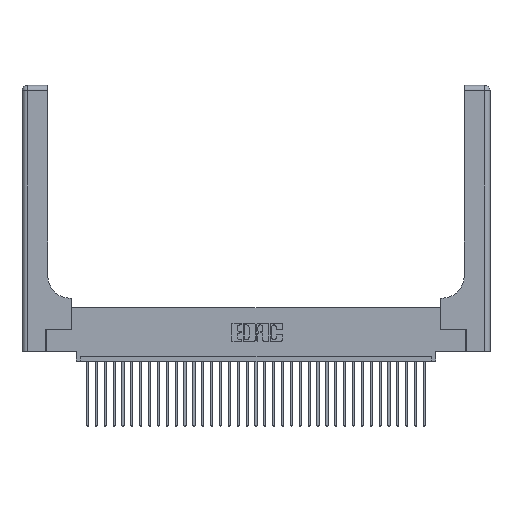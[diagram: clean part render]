
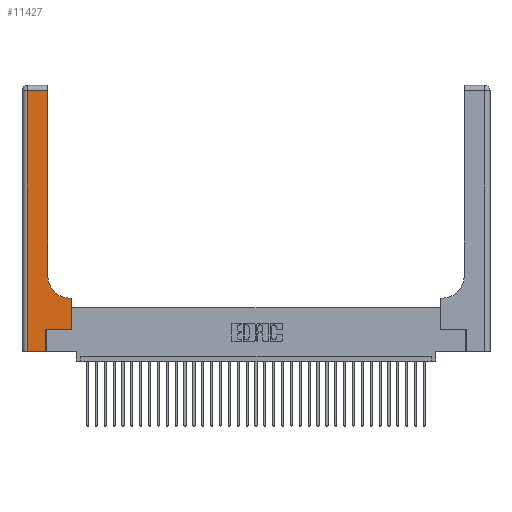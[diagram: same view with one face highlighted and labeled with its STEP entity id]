
A CAD part, top view. The second image highlights one B-rep face of the part: STEP entity #11427.
In plain terms, the highlighted planar face has unit normal (0, 0, 1).
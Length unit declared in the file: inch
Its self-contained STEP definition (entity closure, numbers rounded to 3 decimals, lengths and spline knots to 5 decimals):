
#27 = DIRECTION ( 'NONE',  ( 0., 1., 0. ) ) ;
#120 = CARTESIAN_POINT ( 'NONE',  ( 0.2915, 3., 0.37 ) ) ;
#168 = DIRECTION ( 'NONE',  ( 1., 0., 0. ) ) ;
#531 = VERTEX_POINT ( 'NONE', #19737 ) ;
#2170 = EDGE_CURVE ( 'NONE', #23794, #5831, #8601, .T. ) ;
#2380 = DIRECTION ( 'NONE',  ( 1., 0., 0. ) ) ;
#2709 = CIRCLE ( 'NONE', #8709, 0.25 ) ;
#2948 = LINE ( 'NONE', #26568, #22480 ) ;
#3272 = ORIENTED_EDGE ( 'NONE', *, *, #10897, .T. ) ;
#3420 = ORIENTED_EDGE ( 'NONE', *, *, #22603, .T. ) ;
#3548 = VECTOR ( 'NONE', #22487, 39.37008 ) ;
#4604 = CARTESIAN_POINT ( 'NONE',  ( 0., 2.94, 0.37 ) ) ;
#5266 = LINE ( 'NONE', #11543, #3548 ) ;
#5831 = VERTEX_POINT ( 'NONE', #12719 ) ;
#6566 = ORIENTED_EDGE ( 'NONE', *, *, #25508, .T. ) ;
#6619 = VERTEX_POINT ( 'NONE', #32601 ) ;
#6682 = EDGE_LOOP ( 'NONE', ( #34724, #26471, #8710, #3272, #3420, #18639, #18374, #25705, #6566 ) ) ;
#6744 = EDGE_CURVE ( 'NONE', #5831, #21058, #32558, .T. ) ;
#7526 = LINE ( 'NONE', #120, #8753 ) ;
#7656 = CARTESIAN_POINT ( 'NONE',  ( 0., 3., 0.37 ) ) ;
#7761 = DIRECTION ( 'NONE',  ( 0., 0., -1. ) ) ;
#7767 = CARTESIAN_POINT ( 'NONE',  ( 0.06, 3., 0.37 ) ) ;
#8601 = LINE ( 'NONE', #28956, #14581 ) ;
#8709 = AXIS2_PLACEMENT_3D ( 'NONE', #11496, #27645, #168 ) ;
#8710 = ORIENTED_EDGE ( 'NONE', *, *, #15457, .T. ) ;
#8753 = VECTOR ( 'NONE', #27, 39.37008 ) ;
#10711 = DIRECTION ( 'NONE',  ( 0., -1., 0. ) ) ;
#10897 = EDGE_CURVE ( 'NONE', #16386, #531, #2948, .T. ) ;
#10920 = VECTOR ( 'NONE', #32946, 39.37008 ) ;
#11427 = ADVANCED_FACE ( 'NONE', ( #22447 ), #31848, .F. ) ;
#11496 = CARTESIAN_POINT ( 'NONE',  ( 0.5415, 0.85, 0.37 ) ) ;
#11543 = CARTESIAN_POINT ( 'NONE',  ( 0.269, 0.25, 0.37 ) ) ;
#12320 = LINE ( 'NONE', #7767, #21249 ) ;
#12719 = CARTESIAN_POINT ( 'NONE',  ( 0.5585, 0.6, 0.37 ) ) ;
#13871 = CARTESIAN_POINT ( 'NONE',  ( 0.06, 0., 0.37 ) ) ;
#14581 = VECTOR ( 'NONE', #23759, 39.37008 ) ;
#15041 = DIRECTION ( 'NONE',  ( -1., 0., 0. ) ) ;
#15457 = EDGE_CURVE ( 'NONE', #23035, #16386, #12320, .T. ) ;
#16386 = VERTEX_POINT ( 'NONE', #13871 ) ;
#17653 = VERTEX_POINT ( 'NONE', #29314 ) ;
#18374 = ORIENTED_EDGE ( 'NONE', *, *, #2170, .T. ) ;
#18639 = ORIENTED_EDGE ( 'NONE', *, *, #21074, .T. ) ;
#18959 = DIRECTION ( 'NONE',  ( 0., 1., 0. ) ) ;
#19282 = CARTESIAN_POINT ( 'NONE',  ( 0.2915, 0.85, 0.37 ) ) ;
#19737 = CARTESIAN_POINT ( 'NONE',  ( 0.269, 0., 0.37 ) ) ;
#19871 = VERTEX_POINT ( 'NONE', #19282 ) ;
#20164 = VECTOR ( 'NONE', #15041, 39.37008 ) ;
#20740 = CARTESIAN_POINT ( 'NONE',  ( 0.5585, 0.25, 0.37 ) ) ;
#21058 = VERTEX_POINT ( 'NONE', #27796 ) ;
#21074 = EDGE_CURVE ( 'NONE', #17653, #23794, #5266, .T. ) ;
#21241 = VECTOR ( 'NONE', #18959, 39.37008 ) ;
#21249 = VECTOR ( 'NONE', #10711, 39.37008 ) ;
#22447 = FACE_OUTER_BOUND ( 'NONE', #6682, .T. ) ;
#22480 = VECTOR ( 'NONE', #2380, 39.37008 ) ;
#22487 = DIRECTION ( 'NONE',  ( 1., 0., 0. ) ) ;
#22603 = EDGE_CURVE ( 'NONE', #531, #17653, #34803, .T. ) ;
#23035 = VERTEX_POINT ( 'NONE', #24036 ) ;
#23686 = DIRECTION ( 'NONE',  ( -1., 0., 0. ) ) ;
#23759 = DIRECTION ( 'NONE',  ( 0., 1., 0. ) ) ;
#23794 = VERTEX_POINT ( 'NONE', #20740 ) ;
#24036 = CARTESIAN_POINT ( 'NONE',  ( 0.06, 2.94, 0.37 ) ) ;
#24448 = LINE ( 'NONE', #4604, #20164 ) ;
#25508 = EDGE_CURVE ( 'NONE', #21058, #19871, #2709, .T. ) ;
#25705 = ORIENTED_EDGE ( 'NONE', *, *, #6744, .T. ) ;
#26471 = ORIENTED_EDGE ( 'NONE', *, *, #34871, .T. ) ;
#26568 = CARTESIAN_POINT ( 'NONE',  ( 0., 0., 0.37 ) ) ;
#27645 = DIRECTION ( 'NONE',  ( 0., 0., -1. ) ) ;
#27796 = CARTESIAN_POINT ( 'NONE',  ( 0.5415, 0.6, 0.37 ) ) ;
#28956 = CARTESIAN_POINT ( 'NONE',  ( 0.5585, 0.25, 0.37 ) ) ;
#29314 = CARTESIAN_POINT ( 'NONE',  ( 0.269, 0.25, 0.37 ) ) ;
#30232 = CARTESIAN_POINT ( 'NONE',  ( 0.2915, 0.6, 0.37 ) ) ;
#31848 = PLANE ( 'NONE',  #35012 ) ;
#32558 = LINE ( 'NONE', #30232, #10920 ) ;
#32601 = CARTESIAN_POINT ( 'NONE',  ( 0.2915, 2.94, 0.37 ) ) ;
#32946 = DIRECTION ( 'NONE',  ( -1., 0., 0. ) ) ;
#33090 = CARTESIAN_POINT ( 'NONE',  ( 0.269, 0., 0.37 ) ) ;
#34486 = EDGE_CURVE ( 'NONE', #19871, #6619, #7526, .T. ) ;
#34724 = ORIENTED_EDGE ( 'NONE', *, *, #34486, .T. ) ;
#34803 = LINE ( 'NONE', #33090, #21241 ) ;
#34871 = EDGE_CURVE ( 'NONE', #6619, #23035, #24448, .T. ) ;
#35012 = AXIS2_PLACEMENT_3D ( 'NONE', #7656, #7761, #23686 ) ;
